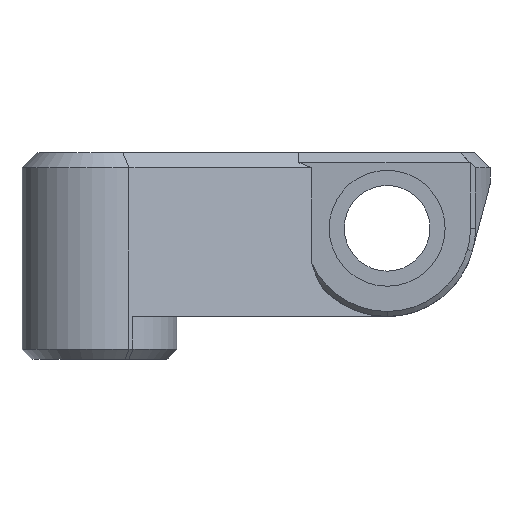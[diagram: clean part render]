
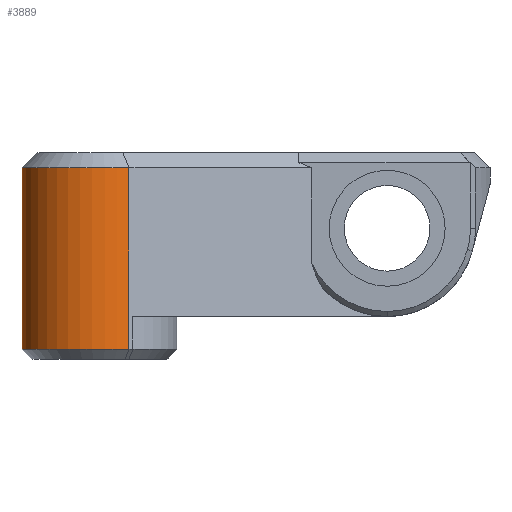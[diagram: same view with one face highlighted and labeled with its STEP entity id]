
A CAD part, left-side view. The second image highlights one B-rep face of the part: STEP entity #3889.
In plain terms, the highlighted cylindrical face has radius 3 mm (diameter 6 mm), a partial arc.
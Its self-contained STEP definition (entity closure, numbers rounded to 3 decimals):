
#259 = CONICAL_SURFACE('',#260,3.,0.785);
#260 = AXIS2_PLACEMENT_3D('',#261,#262,#263);
#261 = CARTESIAN_POINT('',(-7.75,5.75,8.05));
#262 = DIRECTION('',(-0.,-0.,-1.));
#263 = DIRECTION('',(-0.91,-0.415,0.));
#1571 = VERTEX_POINT('',#1572);
#1572 = CARTESIAN_POINT('',(-7.75,8.75,8.05));
#1609 = PLANE('',#1610);
#1610 = AXIS2_PLACEMENT_3D('',#1611,#1612,#1613);
#1611 = CARTESIAN_POINT('',(0.,8.75,4.25));
#1612 = DIRECTION('',(0.,1.,0.));
#1613 = DIRECTION('',(0.,0.,1.));
#1717 = VERTEX_POINT('',#1718);
#1718 = CARTESIAN_POINT('',(-10.479,4.504,8.05));
#1741 = EDGE_CURVE('',#1717,#1571,#1742,.T.);
#1742 = SURFACE_CURVE('',#1743,(#1748,#1755),.PCURVE_S1.);
#1743 = CIRCLE('',#1744,3.);
#1744 = AXIS2_PLACEMENT_3D('',#1745,#1746,#1747);
#1745 = CARTESIAN_POINT('',(-7.75,5.75,8.05));
#1746 = DIRECTION('',(-0.,0.,-1.));
#1747 = DIRECTION('',(-0.91,-0.415,0.));
#1748 = PCURVE('',#259,#1749);
#1749 = DEFINITIONAL_REPRESENTATION('',(#1750),#1754);
#1750 = LINE('',#1751,#1752);
#1751 = CARTESIAN_POINT('',(0.,0.));
#1752 = VECTOR('',#1753,1.);
#1753 = DIRECTION('',(1.,0.));
#1754 = ( GEOMETRIC_REPRESENTATION_CONTEXT(2) 
PARAMETRIC_REPRESENTATION_CONTEXT() REPRESENTATION_CONTEXT('2D SPACE',''
  ) );
#1755 = PCURVE('',#1756,#1761);
#1756 = CYLINDRICAL_SURFACE('',#1757,3.);
#1757 = AXIS2_PLACEMENT_3D('',#1758,#1759,#1760);
#1758 = CARTESIAN_POINT('',(-7.75,5.75,8.65));
#1759 = DIRECTION('',(0.,0.,1.));
#1760 = DIRECTION('',(-1.,0.,0.));
#1761 = DEFINITIONAL_REPRESENTATION('',(#1762),#1766);
#1762 = LINE('',#1763,#1764);
#1763 = CARTESIAN_POINT('',(0.428,-0.6));
#1764 = VECTOR('',#1765,1.);
#1765 = DIRECTION('',(-1.,0.));
#1766 = ( GEOMETRIC_REPRESENTATION_CONTEXT(2) 
PARAMETRIC_REPRESENTATION_CONTEXT() REPRESENTATION_CONTEXT('2D SPACE',''
  ) );
#1922 = PLANE('',#1923);
#1923 = AXIS2_PLACEMENT_3D('',#1924,#1925,#1926);
#1924 = CARTESIAN_POINT('',(-8.564,0.311,
    4.233));
#1925 = DIRECTION('',(-0.91,-0.415,-0.));
#1926 = DIRECTION('',(0.415,-0.91,0.));
#3620 = VERTEX_POINT('',#3621);
#3621 = CARTESIAN_POINT('',(-7.75,8.75,0.85));
#3647 = EDGE_CURVE('',#1571,#3620,#3648,.T.);
#3648 = SURFACE_CURVE('',#3649,(#3653,#3660),.PCURVE_S1.);
#3649 = LINE('',#3650,#3651);
#3650 = CARTESIAN_POINT('',(-7.75,8.75,1.2));
#3651 = VECTOR('',#3652,1.);
#3652 = DIRECTION('',(-0.,-0.,-1.));
#3653 = PCURVE('',#1609,#3654);
#3654 = DEFINITIONAL_REPRESENTATION('',(#3655),#3659);
#3655 = LINE('',#3656,#3657);
#3656 = CARTESIAN_POINT('',(-3.05,-7.75));
#3657 = VECTOR('',#3658,1.);
#3658 = DIRECTION('',(-1.,0.));
#3659 = ( GEOMETRIC_REPRESENTATION_CONTEXT(2) 
PARAMETRIC_REPRESENTATION_CONTEXT() REPRESENTATION_CONTEXT('2D SPACE',''
  ) );
#3660 = PCURVE('',#1756,#3661);
#3661 = DEFINITIONAL_REPRESENTATION('',(#3662),#3666);
#3662 = LINE('',#3663,#3664);
#3663 = CARTESIAN_POINT('',(-1.571,-7.45));
#3664 = VECTOR('',#3665,1.);
#3665 = DIRECTION('',(-0.,-1.));
#3666 = ( GEOMETRIC_REPRESENTATION_CONTEXT(2) 
PARAMETRIC_REPRESENTATION_CONTEXT() REPRESENTATION_CONTEXT('2D SPACE',''
  ) );
#3889 = ADVANCED_FACE('',(#3890),#1756,.T.);
#3890 = FACE_BOUND('',#3891,.F.);
#3891 = EDGE_LOOP('',(#3892,#3893,#3894,#3917));
#3892 = ORIENTED_EDGE('',*,*,#3647,.F.);
#3893 = ORIENTED_EDGE('',*,*,#1741,.F.);
#3894 = ORIENTED_EDGE('',*,*,#3895,.T.);
#3895 = EDGE_CURVE('',#1717,#3896,#3898,.T.);
#3896 = VERTEX_POINT('',#3897);
#3897 = CARTESIAN_POINT('',(-10.479,4.504,0.85));
#3898 = SURFACE_CURVE('',#3899,(#3903,#3910),.PCURVE_S1.);
#3899 = LINE('',#3900,#3901);
#3900 = CARTESIAN_POINT('',(-10.479,4.504,8.65));
#3901 = VECTOR('',#3902,1.);
#3902 = DIRECTION('',(0.,0.,-1.));
#3903 = PCURVE('',#1756,#3904);
#3904 = DEFINITIONAL_REPRESENTATION('',(#3905),#3909);
#3905 = LINE('',#3906,#3907);
#3906 = CARTESIAN_POINT('',(0.428,-0.));
#3907 = VECTOR('',#3908,1.);
#3908 = DIRECTION('',(-0.,-1.));
#3909 = ( GEOMETRIC_REPRESENTATION_CONTEXT(2) 
PARAMETRIC_REPRESENTATION_CONTEXT() REPRESENTATION_CONTEXT('2D SPACE',''
  ) );
#3910 = PCURVE('',#1922,#3911);
#3911 = DEFINITIONAL_REPRESENTATION('',(#3912),#3916);
#3912 = LINE('',#3913,#3914);
#3913 = CARTESIAN_POINT('',(-4.609,4.417));
#3914 = VECTOR('',#3915,1.);
#3915 = DIRECTION('',(0.,-1.));
#3916 = ( GEOMETRIC_REPRESENTATION_CONTEXT(2) 
PARAMETRIC_REPRESENTATION_CONTEXT() REPRESENTATION_CONTEXT('2D SPACE',''
  ) );
#3917 = ORIENTED_EDGE('',*,*,#3918,.T.);
#3918 = EDGE_CURVE('',#3896,#3620,#3919,.T.);
#3919 = SURFACE_CURVE('',#3920,(#3925,#3932),.PCURVE_S1.);
#3920 = CIRCLE('',#3921,3.);
#3921 = AXIS2_PLACEMENT_3D('',#3922,#3923,#3924);
#3922 = CARTESIAN_POINT('',(-7.75,5.75,0.85));
#3923 = DIRECTION('',(-0.,0.,-1.));
#3924 = DIRECTION('',(-0.91,-0.415,0.));
#3925 = PCURVE('',#1756,#3926);
#3926 = DEFINITIONAL_REPRESENTATION('',(#3927),#3931);
#3927 = LINE('',#3928,#3929);
#3928 = CARTESIAN_POINT('',(0.428,-7.8));
#3929 = VECTOR('',#3930,1.);
#3930 = DIRECTION('',(-1.,0.));
#3931 = ( GEOMETRIC_REPRESENTATION_CONTEXT(2) 
PARAMETRIC_REPRESENTATION_CONTEXT() REPRESENTATION_CONTEXT('2D SPACE',''
  ) );
#3932 = PCURVE('',#3933,#3938);
#3933 = CONICAL_SURFACE('',#3934,3.,0.785);
#3934 = AXIS2_PLACEMENT_3D('',#3935,#3936,#3937);
#3935 = CARTESIAN_POINT('',(-7.75,5.75,0.85));
#3936 = DIRECTION('',(0.,0.,1.));
#3937 = DIRECTION('',(-0.91,-0.415,0.));
#3938 = DEFINITIONAL_REPRESENTATION('',(#3939),#3943);
#3939 = LINE('',#3940,#3941);
#3940 = CARTESIAN_POINT('',(-0.,0.));
#3941 = VECTOR('',#3942,1.);
#3942 = DIRECTION('',(-1.,0.));
#3943 = ( GEOMETRIC_REPRESENTATION_CONTEXT(2) 
PARAMETRIC_REPRESENTATION_CONTEXT() REPRESENTATION_CONTEXT('2D SPACE',''
  ) );
